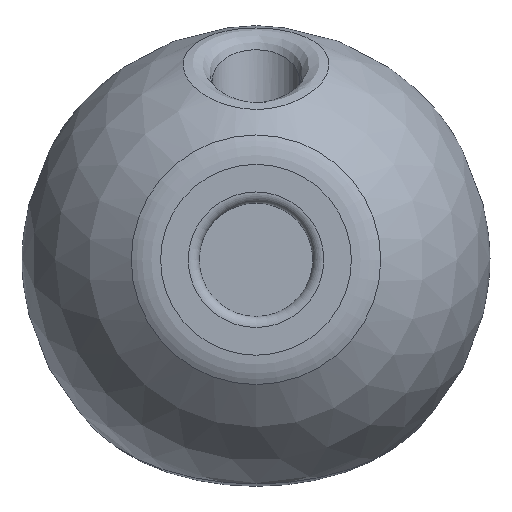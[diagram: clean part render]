
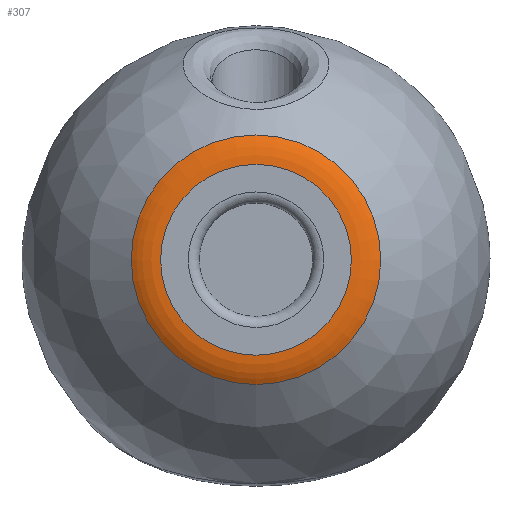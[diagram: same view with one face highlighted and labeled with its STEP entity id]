
A CAD part, left-side view. The second image highlights one B-rep face of the part: STEP entity #307.
In plain terms, the highlighted toroidal (fillet/blend) face has major radius 8.66 mm and minor radius 5 mm.
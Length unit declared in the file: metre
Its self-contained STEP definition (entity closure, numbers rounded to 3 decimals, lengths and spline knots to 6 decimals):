
#20=TOROIDAL_SURFACE('',#346,0.00866,0.005);
#32=CIRCLE('',#328,0.011325);
#38=CIRCLE('',#337,0.00866);
#94=ORIENTED_EDGE('',*,*,#130,.F.);
#95=ORIENTED_EDGE('',*,*,#138,.F.);
#130=EDGE_CURVE('',#161,#161,#32,.T.);
#138=EDGE_CURVE('',#169,#169,#38,.F.);
#161=VERTEX_POINT('',#881);
#169=VERTEX_POINT('',#928);
#230=EDGE_LOOP('',(#94));
#231=EDGE_LOOP('',(#95));
#271=FACE_BOUND('',#230,.T.);
#272=FACE_BOUND('',#231,.T.);
#307=ADVANCED_FACE('',(#271,#272),#20,.T.);
#328=AXIS2_PLACEMENT_3D('',#880,#353,#354);
#337=AXIS2_PLACEMENT_3D('',#927,#371,#372);
#346=AXIS2_PLACEMENT_3D('',#1104,#389,#390);
#353=DIRECTION('',(1.,0.,0.));
#354=DIRECTION('',(0.,0.,-1.));
#371=DIRECTION('',(1.,0.,0.));
#372=DIRECTION('',(0.,0.,-1.));
#389=DIRECTION('',(1.,0.,0.));
#390=DIRECTION('',(0.,0.,-1.));
#880=CARTESIAN_POINT('',(0.000769,0.,0.));
#881=CARTESIAN_POINT('',(0.000769,0.,-0.011325));
#927=CARTESIAN_POINT('',(0.,0.,0.));
#928=CARTESIAN_POINT('',(0.,0.,-0.00866));
#1104=CARTESIAN_POINT('',(0.005,0.,0.));
